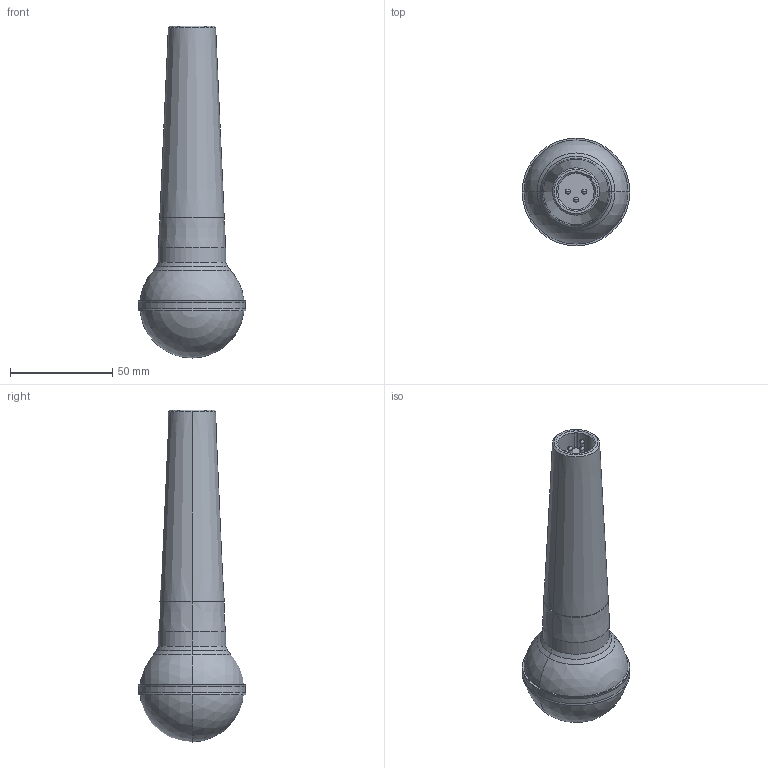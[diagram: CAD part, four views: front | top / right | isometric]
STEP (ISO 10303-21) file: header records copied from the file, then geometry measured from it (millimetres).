
FILE_DESCRIPTION (( 'STEP AP214' ), '1' );
FILE_NAME ('sm58.STEP', '2020-02-22T02:02:44', ( 'rick' ), ( 'Microsoft' ), 'SwSTEP 2.0', 'SolidWorks 2015', '' );
FILE_SCHEMA (( 'AUTOMOTIVE_DESIGN' ));
Length unit declared in the file: millimetre
Products named in the file (1): sm58
Bounding box: 52.51 x 52.51 x 162 mm (x, y, z)
Volume: 139227.9 mm3; surface area: 22966.9 mm2
Topology: 6 solids, 6 shells, 57 faces, 129 edges, 77 vertices
Faces by surface type: cone 19, cylinder 17, plane 11, sphere 10
Entity records: 1584 total; most frequent: DIRECTION 292, CARTESIAN_POINT 240, ORIENTED_EDGE 214, AXIS2_PLACEMENT_3D 129, EDGE_CURVE 107, CIRCLE 71, VERTEX_POINT 65, EDGE_LOOP 62
